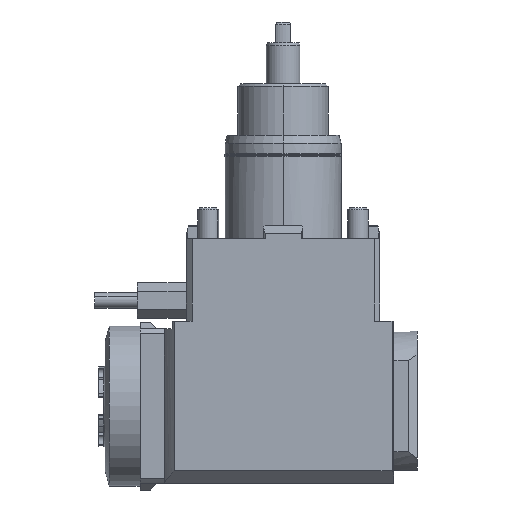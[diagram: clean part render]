
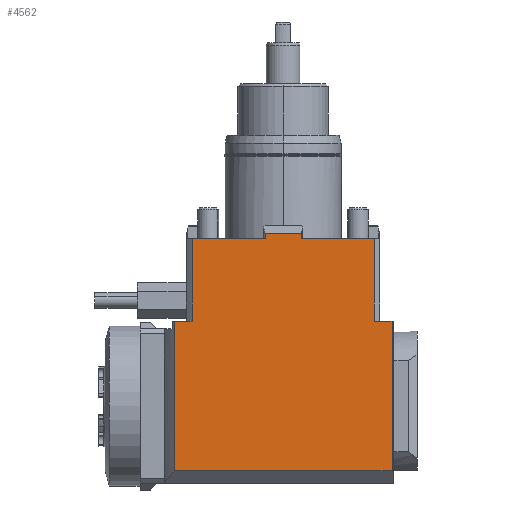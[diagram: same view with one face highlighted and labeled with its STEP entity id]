
A CAD part, front view. The second image highlights one B-rep face of the part: STEP entity #4562.
In plain terms, the highlighted planar face has unit normal (0, -1, 0).
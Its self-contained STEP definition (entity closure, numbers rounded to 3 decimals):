
#3977=CARTESIAN_POINT('',(-7.,-37.5,2.));
#3978=VERTEX_POINT('',#3977);
#3985=CARTESIAN_POINT('',(7.,-37.5,2.));
#3986=VERTEX_POINT('',#3985);
#3987=CARTESIAN_POINT('',(-7.,-37.5,2.));
#3988=DIRECTION('',(1.,0.,-0.));
#3989=VECTOR('',#3988,14.);
#3990=LINE('',#3987,#3989);
#3991=EDGE_CURVE('',#3978,#3986,#3990,.T.);
#4015=CARTESIAN_POINT('',(7.,-37.5,0.));
#4016=VERTEX_POINT('',#4015);
#4032=CARTESIAN_POINT('',(7.,-37.5,2.));
#4033=DIRECTION('',(0.,0.,-1.));
#4034=VECTOR('',#4033,2.);
#4035=LINE('',#4032,#4034);
#4036=EDGE_CURVE('',#3986,#4016,#4035,.T.);
#4046=CARTESIAN_POINT('',(-7.,-37.5,0.));
#4047=VERTEX_POINT('',#4046);
#4054=CARTESIAN_POINT('',(-7.,-37.5,0.));
#4055=DIRECTION('',(-0.,0.,1.));
#4056=VECTOR('',#4055,2.);
#4057=LINE('',#4054,#4056);
#4058=EDGE_CURVE('',#4047,#3978,#4057,.T.);
#4482=CARTESIAN_POINT('',(43.,-37.5,-95.));
#4483=DIRECTION('',(-0.,-1.,0.));
#4484=DIRECTION('',(-0.,-0.,-1.));
#4485=AXIS2_PLACEMENT_3D('',#4482,#4483,#4484);
#4486=PLANE('',#4485);
#4487=CARTESIAN_POINT('',(-35.299,-37.5,-32.));
#4488=VERTEX_POINT('',#4487);
#4489=CARTESIAN_POINT('',(-42.261,-37.5,-32.));
#4490=VERTEX_POINT('',#4489);
#4491=CARTESIAN_POINT('',(-35.299,-37.5,-32.));
#4492=DIRECTION('',(-1.,0.,0.));
#4493=VECTOR('',#4492,6.962);
#4494=LINE('',#4491,#4493);
#4495=EDGE_CURVE('',#4488,#4490,#4494,.T.);
#4496=ORIENTED_EDGE('',*,*,#4495,.T.);
#4497=CARTESIAN_POINT('',(-42.261,-37.5,-90.));
#4498=VERTEX_POINT('',#4497);
#4499=CARTESIAN_POINT('',(-42.261,-37.5,-32.));
#4500=DIRECTION('',(-0.,0.,-1.));
#4501=VECTOR('',#4500,58.);
#4502=LINE('',#4499,#4501);
#4503=EDGE_CURVE('',#4490,#4498,#4502,.T.);
#4504=ORIENTED_EDGE('',*,*,#4503,.T.);
#4505=CARTESIAN_POINT('',(42.261,-37.5,-90.));
#4506=VERTEX_POINT('',#4505);
#4507=CARTESIAN_POINT('',(42.261,-37.5,-90.));
#4508=DIRECTION('',(-1.,0.,0.));
#4509=VECTOR('',#4508,84.522);
#4510=LINE('',#4507,#4509);
#4511=EDGE_CURVE('',#4506,#4498,#4510,.T.);
#4512=ORIENTED_EDGE('',*,*,#4511,.F.);
#4513=CARTESIAN_POINT('',(42.261,-37.5,-32.));
#4514=VERTEX_POINT('',#4513);
#4515=CARTESIAN_POINT('',(42.261,-37.5,-90.));
#4516=DIRECTION('',(0.,0.,1.));
#4517=VECTOR('',#4516,58.);
#4518=LINE('',#4515,#4517);
#4519=EDGE_CURVE('',#4506,#4514,#4518,.T.);
#4520=ORIENTED_EDGE('',*,*,#4519,.T.);
#4521=CARTESIAN_POINT('',(35.299,-37.5,-32.));
#4522=VERTEX_POINT('',#4521);
#4523=CARTESIAN_POINT('',(42.261,-37.5,-32.));
#4524=DIRECTION('',(-1.,0.,0.));
#4525=VECTOR('',#4524,6.962);
#4526=LINE('',#4523,#4525);
#4527=EDGE_CURVE('',#4514,#4522,#4526,.T.);
#4528=ORIENTED_EDGE('',*,*,#4527,.T.);
#4529=CARTESIAN_POINT('',(35.299,-37.5,-0.));
#4530=VERTEX_POINT('',#4529);
#4531=CARTESIAN_POINT('',(35.299,-37.5,-32.));
#4532=DIRECTION('',(0.,0.,1.));
#4533=VECTOR('',#4532,32.);
#4534=LINE('',#4531,#4533);
#4535=EDGE_CURVE('',#4522,#4530,#4534,.T.);
#4536=ORIENTED_EDGE('',*,*,#4535,.T.);
#4537=CARTESIAN_POINT('',(7.,-37.5,0.));
#4538=DIRECTION('',(1.,0.,-0.));
#4539=VECTOR('',#4538,28.299);
#4540=LINE('',#4537,#4539);
#4541=EDGE_CURVE('',#4016,#4530,#4540,.T.);
#4542=ORIENTED_EDGE('',*,*,#4541,.F.);
#4543=ORIENTED_EDGE('',*,*,#4036,.F.);
#4544=ORIENTED_EDGE('',*,*,#3991,.F.);
#4545=ORIENTED_EDGE('',*,*,#4058,.F.);
#4546=CARTESIAN_POINT('',(-35.299,-37.5,0.));
#4547=VERTEX_POINT('',#4546);
#4548=CARTESIAN_POINT('',(-7.,-37.5,0.));
#4549=DIRECTION('',(-1.,0.,0.));
#4550=VECTOR('',#4549,28.299);
#4551=LINE('',#4548,#4550);
#4552=EDGE_CURVE('',#4047,#4547,#4551,.T.);
#4553=ORIENTED_EDGE('',*,*,#4552,.T.);
#4554=CARTESIAN_POINT('',(-35.299,-37.5,0.));
#4555=DIRECTION('',(0.,0.,-1.));
#4556=VECTOR('',#4555,32.);
#4557=LINE('',#4554,#4556);
#4558=EDGE_CURVE('',#4547,#4488,#4557,.T.);
#4559=ORIENTED_EDGE('',*,*,#4558,.T.);
#4560=EDGE_LOOP('',(#4496,#4504,#4512,#4520,#4528,#4536,#4542,#4543,#4544,#4545,#4553,#4559));
#4561=FACE_BOUND('',#4560,.T.);
#4562=ADVANCED_FACE('',(#4561),#4486,.T.);
